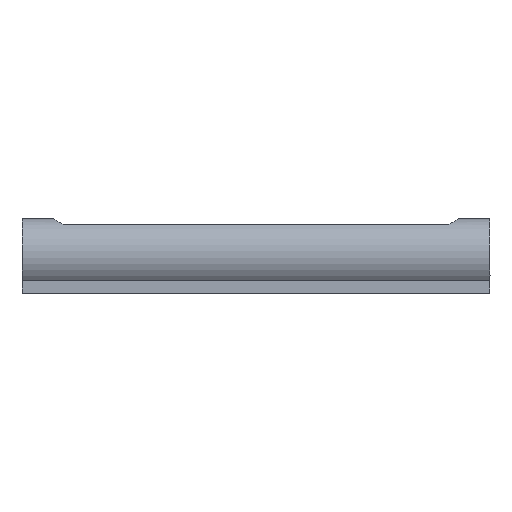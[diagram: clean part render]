
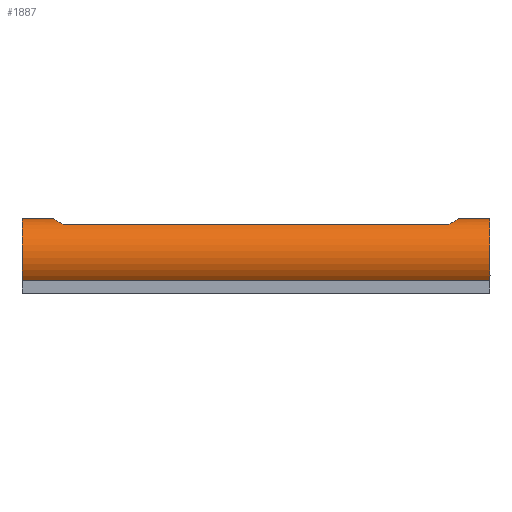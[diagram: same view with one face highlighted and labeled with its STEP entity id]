
A CAD part, front view. The second image highlights one B-rep face of the part: STEP entity #1887.
In plain terms, the highlighted cylindrical face has radius 4 mm (diameter 8 mm), a partial arc.
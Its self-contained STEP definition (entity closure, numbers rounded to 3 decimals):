
#27=ELLIPSE('',#2005,8.,4.);
#29=ELLIPSE('',#2047,8.,4.);
#40=CYLINDRICAL_SURFACE('',#2054,4.);
#95=LINE('',#2842,#247);
#97=LINE('',#2846,#249);
#105=LINE('',#2914,#257);
#114=LINE('',#3146,#266);
#168=LINE('',#3315,#320);
#215=LINE('',#3433,#367);
#247=VECTOR('',#2151,10.);
#249=VECTOR('',#2153,10.);
#257=VECTOR('',#2161,10.);
#266=VECTOR('',#2220,10.);
#320=VECTOR('',#2358,10.);
#367=VECTOR('',#2473,10.);
#437=CIRCLE('',#1975,4.);
#441=CIRCLE('',#1983,4.);
#451=CIRCLE('',#2017,4.);
#455=CIRCLE('',#2025,4.);
#613=FACE_OUTER_BOUND('',#730,.T.);
#730=EDGE_LOOP('',(#1571,#1572,#1573,#1574,#1575,#1576,#1577,#1578,#1579,
#1580,#1581,#1582));
#840=VERTEX_POINT('',#2840);
#841=VERTEX_POINT('',#2841);
#842=VERTEX_POINT('',#2843);
#843=VERTEX_POINT('',#2845);
#854=VERTEX_POINT('',#2900);
#855=VERTEX_POINT('',#2913);
#877=VERTEX_POINT('',#3126);
#879=VERTEX_POINT('',#3145);
#886=VERTEX_POINT('',#3162);
#923=VERTEX_POINT('',#3292);
#926=VERTEX_POINT('',#3313);
#932=VERTEX_POINT('',#3328);
#1023=EDGE_CURVE('',#840,#841,#95,.T.);
#1025=EDGE_CURVE('',#842,#843,#97,.T.);
#1037=EDGE_CURVE('',#855,#854,#105,.T.);
#1068=EDGE_CURVE('',#877,#843,#437,.T.);
#1072=EDGE_CURVE('',#879,#877,#114,.T.);
#1080=EDGE_CURVE('',#886,#879,#441,.T.);
#1126=EDGE_CURVE('',#840,#842,#27,.F.);
#1138=EDGE_CURVE('',#923,#854,#451,.T.);
#1144=EDGE_CURVE('',#926,#923,#168,.T.);
#1150=EDGE_CURVE('',#932,#926,#455,.F.);
#1196=EDGE_CURVE('',#841,#855,#29,.F.);
#1202=EDGE_CURVE('',#932,#886,#215,.T.);
#1571=ORIENTED_EDGE('',*,*,#1023,.T.);
#1572=ORIENTED_EDGE('',*,*,#1196,.T.);
#1573=ORIENTED_EDGE('',*,*,#1037,.T.);
#1574=ORIENTED_EDGE('',*,*,#1138,.F.);
#1575=ORIENTED_EDGE('',*,*,#1144,.F.);
#1576=ORIENTED_EDGE('',*,*,#1150,.F.);
#1577=ORIENTED_EDGE('',*,*,#1202,.T.);
#1578=ORIENTED_EDGE('',*,*,#1080,.T.);
#1579=ORIENTED_EDGE('',*,*,#1072,.T.);
#1580=ORIENTED_EDGE('',*,*,#1068,.T.);
#1581=ORIENTED_EDGE('',*,*,#1025,.F.);
#1582=ORIENTED_EDGE('',*,*,#1126,.F.);
#1887=ADVANCED_FACE('',(#613),#40,.T.);
#1975=AXIS2_PLACEMENT_3D('',#3127,#2211,#2212);
#1983=AXIS2_PLACEMENT_3D('',#3163,#2234,#2235);
#2005=AXIS2_PLACEMENT_3D('',#3255,#2318,#2319);
#2017=AXIS2_PLACEMENT_3D('',#3293,#2347,#2348);
#2025=AXIS2_PLACEMENT_3D('',#3329,#2370,#2371);
#2047=AXIS2_PLACEMENT_3D('',#3421,#2454,#2455);
#2054=AXIS2_PLACEMENT_3D('',#3432,#2471,#2472);
#2151=DIRECTION('',(-1.,0.,0.));
#2153=DIRECTION('',(1.,0.,0.));
#2161=DIRECTION('',(-1.,0.,0.));
#2211=DIRECTION('center_axis',(1.,0.,0.));
#2212=DIRECTION('ref_axis',(0.,0.991,0.135));
#2220=DIRECTION('',(-1.,0.,0.));
#2234=DIRECTION('center_axis',(-1.,0.,0.));
#2235=DIRECTION('ref_axis',(0.,1.,0.));
#2318=DIRECTION('center_axis',(0.5,0.,
-0.866));
#2319=DIRECTION('ref_axis',(-0.866,0.,-0.5));
#2347=DIRECTION('center_axis',(1.,0.,0.));
#2348=DIRECTION('ref_axis',(0.,0.991,0.135));
#2358=DIRECTION('',(1.,0.,0.));
#2370=DIRECTION('center_axis',(1.,0.,0.));
#2371=DIRECTION('ref_axis',(0.,1.,0.));
#2454=DIRECTION('center_axis',(0.5,0.,0.866));
#2455=DIRECTION('ref_axis',(0.866,0.,-0.5));
#2471=DIRECTION('center_axis',(-1.,0.,0.));
#2472=DIRECTION('ref_axis',(0.,0.,1.));
#2473=DIRECTION('',(1.,0.,0.));
#2840=CARTESIAN_POINT('',(20.652,-5.307,7.352));
#2841=CARTESIAN_POINT('',(-20.652,-5.307,7.352));
#2842=CARTESIAN_POINT('',(24.652,-5.307,7.352));
#2843=CARTESIAN_POINT('',(20.652,-0.941,7.352));
#2845=CARTESIAN_POINT('',(22.622,-0.941,7.352));
#2846=CARTESIAN_POINT('',(24.652,-0.941,7.352));
#2900=CARTESIAN_POINT('',(-22.622,-0.941,7.352));
#2913=CARTESIAN_POINT('',(-20.652,-0.941,7.352));
#2914=CARTESIAN_POINT('',(-24.652,-0.941,7.352));
#3126=CARTESIAN_POINT('',(22.622,-0.124,1.355));
#3127=CARTESIAN_POINT('Origin',(22.622,-3.124,4.));
#3145=CARTESIAN_POINT('',(25.122,-0.124,1.355));
#3146=CARTESIAN_POINT('',(24.122,-0.124,1.355));
#3162=CARTESIAN_POINT('',(25.122,-6.124,1.355));
#3163=CARTESIAN_POINT('Origin',(25.122,-3.124,4.));
#3255=CARTESIAN_POINT('Origin',(14.847,-3.124,4.));
#3292=CARTESIAN_POINT('',(-22.622,-0.124,1.355));
#3293=CARTESIAN_POINT('Origin',(-22.622,-3.124,4.));
#3313=CARTESIAN_POINT('',(-25.122,-0.124,1.355));
#3315=CARTESIAN_POINT('',(-24.122,-0.124,1.355));
#3328=CARTESIAN_POINT('',(-25.122,-6.124,1.355));
#3329=CARTESIAN_POINT('Origin',(-25.122,-3.124,4.));
#3421=CARTESIAN_POINT('Origin',(-14.847,-3.124,4.));
#3432=CARTESIAN_POINT('Origin',(-24.652,-3.124,4.));
#3433=CARTESIAN_POINT('',(24.652,-6.124,1.355));
